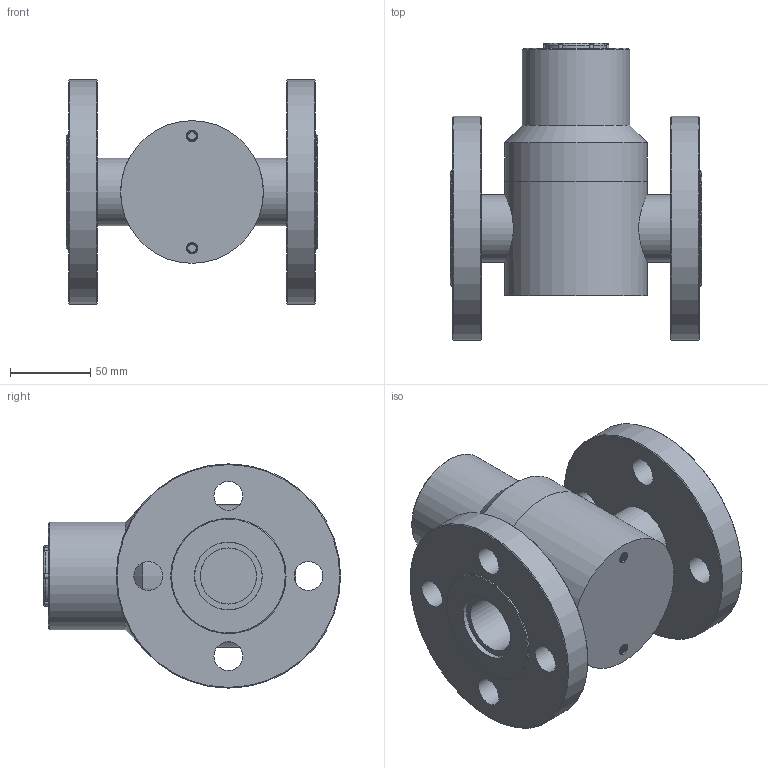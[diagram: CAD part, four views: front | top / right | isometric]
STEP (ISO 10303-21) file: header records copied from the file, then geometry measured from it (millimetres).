
FILE_DESCRIPTION (( 'STEP AP214' ), '1' );
FILE_NAME ('1 1-4-1104-3X-PN16.STEP', '2019-05-24T11:58:23', ( '' ), ( '' ), 'SwSTEP 2.0', 'SolidWorks 2019', '' );
FILE_SCHEMA (( 'AUTOMOTIVE_DESIGN' ));
Length unit declared in the file: millimetre
Products named in the file (13): 1 1-4 flange styb PS-14-1020; 32 + 40mm Dust Cap; 1 1-4 Pn16; PVC Bonnet all size_40mm PVC-304; 1 1-4-1104-3X-PN16; 316 mc body 1 1-4 flanged; PVC Bonnet all size
Assembly tree (7 placements, depth 2):
  1 1-4 flange styb PS-14-1020
  1 1-4 Pn16
  1 1-4-1104-3X-PN16
    316 mc body 1 1-4 flanged
    1 1-4 flange styb PS-14-1020  x2
    PVC Bonnet all size_40mm PVC-304
    32 + 40mm Dust Cap
    1 1-4 Pn16  x2
  PVC Bonnet all size
  316 mc body 1 1-4 flanged
Bounding box: 157 x 185.4 x 140 mm (x, y, z)
Volume: 1289448.7 mm3; surface area: 191874.5 mm2
Topology: 7 solids, 7 shells, 126 faces, 286 edges, 187 vertices
Faces by surface type: cylinder 51, plane 35, bspline 15, torus 13, cone 12
Full cylindrical faces by diameter (mm): 18 x8, 20 x1, 27.5 x1, 35 x2, 35.052 x2, 42 x1, 42.164 x2, 42.3 x4, 67 x1, 70 x7, 72 x2, 89 x2, 140 x2
Entity records: 11665 total; most frequent: CARTESIAN_POINT 9290, DIRECTION 408, ORIENTED_EDGE 384, EDGE_CURVE 192, AXIS2_PLACEMENT_3D 190, EDGE_LOOP 156, VERTEX_POINT 142, FACE_OUTER_BOUND 123
